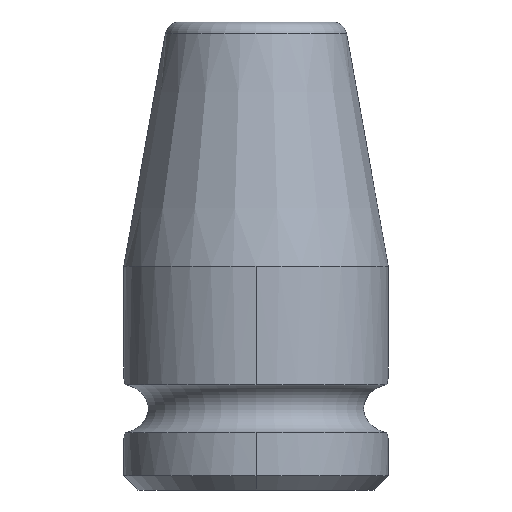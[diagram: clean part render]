
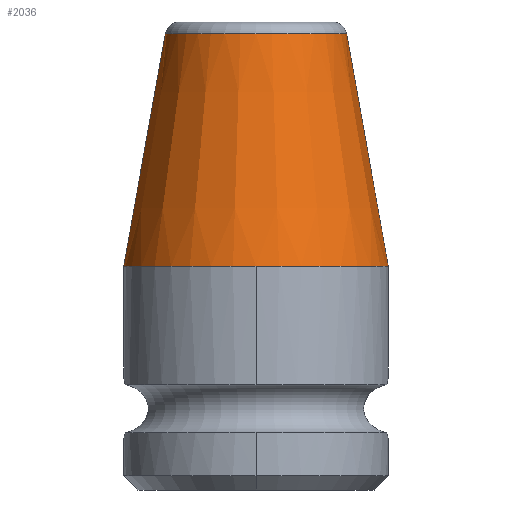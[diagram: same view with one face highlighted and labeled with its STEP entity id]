
A CAD part, left-side view. The second image highlights one B-rep face of the part: STEP entity #2036.
In plain terms, the highlighted conical face has half-angle 10.158 degrees and reference radius 5.477 mm.
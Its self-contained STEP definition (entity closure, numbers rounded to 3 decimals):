
#172=CARTESIAN_POINT('',(0.,0.,11.));
#173=DIRECTION('',(0.,0.,1.));
#174=DIRECTION('',(0.,1.,0.));
#175=AXIS2_PLACEMENT_3D('',#172,#173,#174);
#342=CARTESIAN_POINT('',(0.,0.,11.));
#343=DIRECTION('',(0.,0.,1.));
#344=DIRECTION('',(-1.,0.,0.));
#345=AXIS2_PLACEMENT_3D('',#342,#343,#344);
#1000=DIRECTION('',(0.,0.176,-0.984));
#1001=VECTOR('',#1000,11.605);
#1002=CARTESIAN_POINT('',(0.,4.453,
22.423));
#1003=LINE('',#1002,#1001);
#1004=DIRECTION('',(0.,-0.176,-0.984));
#1005=VECTOR('',#1004,11.605);
#1006=CARTESIAN_POINT('',(0.,-4.453,
22.423));
#1007=LINE('',#1006,#1005);
#1008=CARTESIAN_POINT('',(0.,0.,22.423));
#1009=DIRECTION('',(0.,0.,1.));
#1010=DIRECTION('',(0.,1.,0.));
#1011=AXIS2_PLACEMENT_3D('',#1008,#1009,#1010);
#1164=CARTESIAN_POINT('',(0.,6.5,11.));
#1165=CARTESIAN_POINT('',(-6.5,0.,11.));
#1166=VERTEX_POINT('',#1164);
#1167=VERTEX_POINT('',#1165);
#1168=CARTESIAN_POINT('',(0.,-6.5,11.));
#1169=VERTEX_POINT('',#1168);
#1176=CARTESIAN_POINT('',(0.,4.453,22.423));
#1177=CARTESIAN_POINT('',(0.,-4.453,22.423));
#1178=VERTEX_POINT('',#1176);
#1179=VERTEX_POINT('',#1177);
#2024=CARTESIAN_POINT('',(0.,0.,16.712));
#2025=DIRECTION('',(0.,0.,-1.));
#2026=DIRECTION('',(0.,-1.,0.));
#2027=AXIS2_PLACEMENT_3D('',#2024,#2025,#2026);
#2028=CONICAL_SURFACE('',#2027,5.477,10.158);
#2029=ORIENTED_EDGE('',*,*,#1989,.T.);
#2030=ORIENTED_EDGE('',*,*,#2019,.T.);
#2031=ORIENTED_EDGE('',*,*,#1369,.F.);
#2032=ORIENTED_EDGE('',*,*,#1302,.F.);
#2033=ORIENTED_EDGE('',*,*,#2015,.F.);
#2034=EDGE_LOOP('',(#2029,#2030,#2031,#2032,#2033));
#2035=FACE_OUTER_BOUND('',#2034,.F.);
#2036=ADVANCED_FACE('',(#2035),#2028,.T.);
#176=CIRCLE('',#175,6.5);
#346=CIRCLE('',#345,6.5);
#1012=CIRCLE('',#1011,4.453);
#1302=EDGE_CURVE('',#1166,#1167,#176,.T.);
#1369=EDGE_CURVE('',#1167,#1169,#346,.T.);
#1989=EDGE_CURVE('',#1178,#1179,#1012,.T.);
#2015=EDGE_CURVE('',#1178,#1166,#1003,.T.);
#2019=EDGE_CURVE('',#1179,#1169,#1007,.T.);
